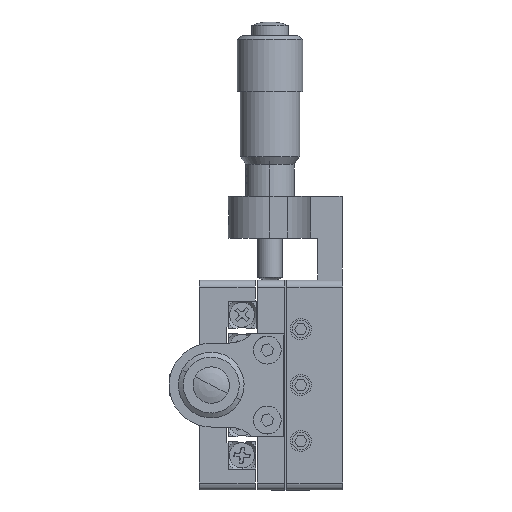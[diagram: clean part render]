
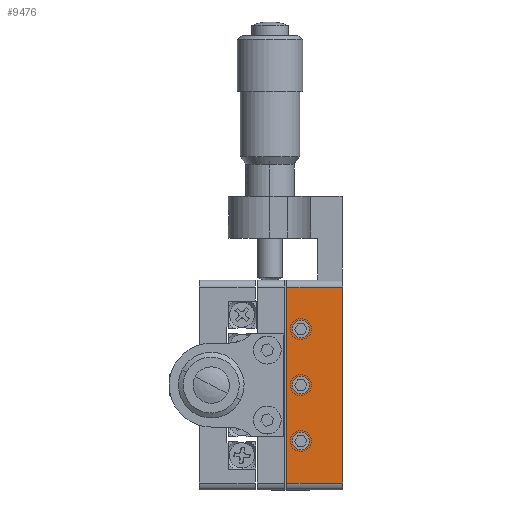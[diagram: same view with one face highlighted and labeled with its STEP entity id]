
A CAD part, left-side view. The second image highlights one B-rep face of the part: STEP entity #9476.
In plain terms, the highlighted planar face has unit normal (-1, 0, 0).
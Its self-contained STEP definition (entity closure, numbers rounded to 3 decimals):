
#570 = AXIS2_PLACEMENT_3D ( 'NONE', #48277, #52823, #35983 ) ;
#3543 = DIRECTION ( 'NONE',  ( 0., 0., -1. ) ) ;
#3819 = AXIS2_PLACEMENT_3D ( 'NONE', #39300, #43436, #21686 ) ;
#4224 = CARTESIAN_POINT ( 'NONE',  ( -15., 8., 14. ) ) ;
#4570 = EDGE_CURVE ( 'NONE', #23187, #41594, #41361, .T. ) ;
#5899 = EDGE_CURVE ( 'NONE', #22705, #54307, #51390, .T. ) ;
#5965 = EDGE_CURVE ( 'NONE', #23187, #23538, #15472, .T. ) ;
#6062 = EDGE_CURVE ( 'NONE', #37403, #11247, #56149, .T. ) ;
#6466 = EDGE_CURVE ( 'NONE', #41594, #47804, #43916, .T. ) ;
#6627 = EDGE_CURVE ( 'NONE', #45816, #15766, #8657, .T. ) ;
#7275 = AXIS2_PLACEMENT_3D ( 'NONE', #24250, #45454, #54513 ) ;
#8657 = CIRCLE ( 'NONE', #3819, 1.25 ) ;
#9157 = CARTESIAN_POINT ( 'NONE',  ( -15., 8., -14. ) ) ;
#9476 = ADVANCED_FACE ( 'NONE', ( #9656, #31373, #33443, #42219 ), #18211, .F. ) ;
#9656 = FACE_BOUND ( 'NONE', #38335, .T. ) ;
#11247 = VERTEX_POINT ( 'NONE', #38184 ) ;
#11542 = CARTESIAN_POINT ( 'NONE',  ( -15., 6., -9.25 ) ) ;
#12919 = LINE ( 'NONE', #20778, #46785 ) ;
#13611 = DIRECTION ( 'NONE',  ( 0., 0., 1. ) ) ;
#15294 = EDGE_CURVE ( 'NONE', #47804, #23538, #12919, .T. ) ;
#15472 = LINE ( 'NONE', #47275, #30394 ) ;
#15550 = CARTESIAN_POINT ( 'NONE',  ( -15., 6., 9.25 ) ) ;
#15766 = VERTEX_POINT ( 'NONE', #11542 ) ;
#17390 = DIRECTION ( 'NONE',  ( 0., 0., -1. ) ) ;
#17620 = AXIS2_PLACEMENT_3D ( 'NONE', #36205, #55285, #17390 ) ;
#17668 = VECTOR ( 'NONE', #34475, 1000. ) ;
#18211 = PLANE ( 'NONE',  #37307 ) ;
#19054 = EDGE_CURVE ( 'NONE', #15766, #45816, #24767, .T. ) ;
#19883 = ORIENTED_EDGE ( 'NONE', *, *, #33095, .F. ) ;
#20217 = ORIENTED_EDGE ( 'NONE', *, *, #6627, .F. ) ;
#20391 = CARTESIAN_POINT ( 'NONE',  ( -15., 6., 0. ) ) ;
#20778 = CARTESIAN_POINT ( 'NONE',  ( -15., 8., 14. ) ) ;
#21686 = DIRECTION ( 'NONE',  ( 0., 0., -1. ) ) ;
#21774 = ORIENTED_EDGE ( 'NONE', *, *, #4570, .T. ) ;
#22250 = ORIENTED_EDGE ( 'NONE', *, *, #5965, .F. ) ;
#22329 = AXIS2_PLACEMENT_3D ( 'NONE', #35917, #48379, #52737 ) ;
#22705 = VERTEX_POINT ( 'NONE', #48980 ) ;
#23187 = VERTEX_POINT ( 'NONE', #9157 ) ;
#23538 = VERTEX_POINT ( 'NONE', #4224 ) ;
#24250 = CARTESIAN_POINT ( 'NONE',  ( -15., 6., 8. ) ) ;
#24767 = CIRCLE ( 'NONE', #17620, 1.25 ) ;
#26940 = CARTESIAN_POINT ( 'NONE',  ( -15., 8., -15. ) ) ;
#27290 = DIRECTION ( 'NONE',  ( 1., 0., 0. ) ) ;
#27362 = AXIS2_PLACEMENT_3D ( 'NONE', #20391, #55607, #3543 ) ;
#27597 = EDGE_LOOP ( 'NONE', ( #47375, #20217 ) ) ;
#27756 = CARTESIAN_POINT ( 'NONE',  ( -15., 6., -1.25 ) ) ;
#29456 = EDGE_LOOP ( 'NONE', ( #49217, #53946 ) ) ;
#30394 = VECTOR ( 'NONE', #34600, 1000. ) ;
#30569 = ORIENTED_EDGE ( 'NONE', *, *, #6062, .F. ) ;
#31373 = FACE_OUTER_BOUND ( 'NONE', #32603, .T. ) ;
#31474 = DIRECTION ( 'NONE',  ( 0., -1., 0. ) ) ;
#32603 = EDGE_LOOP ( 'NONE', ( #38433, #52369, #22250, #21774 ) ) ;
#33095 = EDGE_CURVE ( 'NONE', #11247, #37403, #39342, .T. ) ;
#33443 = FACE_BOUND ( 'NONE', #27597, .T. ) ;
#34475 = DIRECTION ( 'NONE',  ( 0., -1., 0. ) ) ;
#34600 = DIRECTION ( 'NONE',  ( 0., 0., 1. ) ) ;
#35917 = CARTESIAN_POINT ( 'NONE',  ( -15., 6., 8. ) ) ;
#35983 = DIRECTION ( 'NONE',  ( 0., 0., -1. ) ) ;
#36205 = CARTESIAN_POINT ( 'NONE',  ( -15., 6., -8. ) ) ;
#37307 = AXIS2_PLACEMENT_3D ( 'NONE', #26940, #27290, #31474 ) ;
#37403 = VERTEX_POINT ( 'NONE', #15550 ) ;
#37839 = VECTOR ( 'NONE', #13611, 1000. ) ;
#38184 = CARTESIAN_POINT ( 'NONE',  ( -15., 6., 6.75 ) ) ;
#38335 = EDGE_LOOP ( 'NONE', ( #19883, #30569 ) ) ;
#38433 = ORIENTED_EDGE ( 'NONE', *, *, #6466, .T. ) ;
#39300 = CARTESIAN_POINT ( 'NONE',  ( -15., 6., -8. ) ) ;
#39342 = CIRCLE ( 'NONE', #7275, 1.25 ) ;
#39781 = CIRCLE ( 'NONE', #570, 1.25 ) ;
#41361 = LINE ( 'NONE', #52034, #17668 ) ;
#41594 = VERTEX_POINT ( 'NONE', #49043 ) ;
#42219 = FACE_BOUND ( 'NONE', #29456, .T. ) ;
#43031 = CARTESIAN_POINT ( 'NONE',  ( -15., 0., 14. ) ) ;
#43436 = DIRECTION ( 'NONE',  ( -1., 0., 0. ) ) ;
#43916 = LINE ( 'NONE', #52242, #37839 ) ;
#44702 = EDGE_CURVE ( 'NONE', #54307, #22705, #39781, .T. ) ;
#45454 = DIRECTION ( 'NONE',  ( -1., 0., 0. ) ) ;
#45816 = VERTEX_POINT ( 'NONE', #51459 ) ;
#46785 = VECTOR ( 'NONE', #50679, 1000. ) ;
#47275 = CARTESIAN_POINT ( 'NONE',  ( -15., 8., -15. ) ) ;
#47375 = ORIENTED_EDGE ( 'NONE', *, *, #19054, .F. ) ;
#47804 = VERTEX_POINT ( 'NONE', #43031 ) ;
#48277 = CARTESIAN_POINT ( 'NONE',  ( -15., 6., 0. ) ) ;
#48379 = DIRECTION ( 'NONE',  ( -1., 0., 0. ) ) ;
#48980 = CARTESIAN_POINT ( 'NONE',  ( -15., 6., 1.25 ) ) ;
#49043 = CARTESIAN_POINT ( 'NONE',  ( -15., 0., -14. ) ) ;
#49217 = ORIENTED_EDGE ( 'NONE', *, *, #44702, .F. ) ;
#50679 = DIRECTION ( 'NONE',  ( 0., 1., 0. ) ) ;
#51390 = CIRCLE ( 'NONE', #27362, 1.25 ) ;
#51459 = CARTESIAN_POINT ( 'NONE',  ( -15., 6., -6.75 ) ) ;
#52034 = CARTESIAN_POINT ( 'NONE',  ( -15., 8., -14. ) ) ;
#52242 = CARTESIAN_POINT ( 'NONE',  ( -15., 0., -15. ) ) ;
#52369 = ORIENTED_EDGE ( 'NONE', *, *, #15294, .T. ) ;
#52737 = DIRECTION ( 'NONE',  ( 0., 0., -1. ) ) ;
#52823 = DIRECTION ( 'NONE',  ( -1., 0., 0. ) ) ;
#53946 = ORIENTED_EDGE ( 'NONE', *, *, #5899, .F. ) ;
#54307 = VERTEX_POINT ( 'NONE', #27756 ) ;
#54513 = DIRECTION ( 'NONE',  ( 0., 0., -1. ) ) ;
#55285 = DIRECTION ( 'NONE',  ( -1., 0., 0. ) ) ;
#55607 = DIRECTION ( 'NONE',  ( -1., 0., 0. ) ) ;
#56149 = CIRCLE ( 'NONE', #22329, 1.25 ) ;
